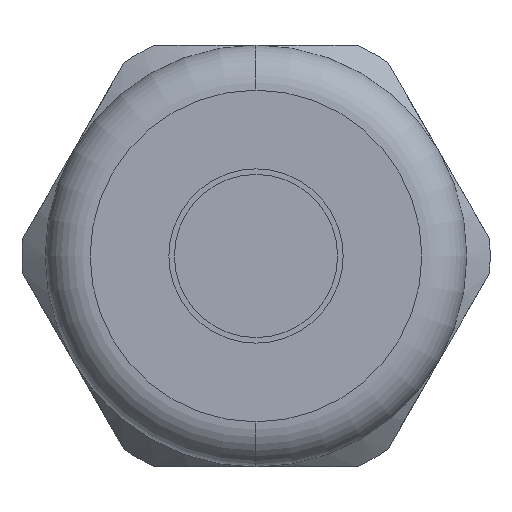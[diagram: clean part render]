
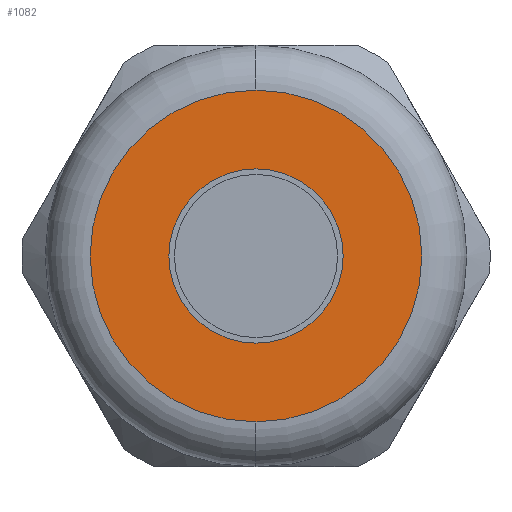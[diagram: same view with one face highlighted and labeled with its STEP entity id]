
A CAD part, left-side view. The second image highlights one B-rep face of the part: STEP entity #1082.
In plain terms, the highlighted planar face has unit normal (-1, 0, 0).
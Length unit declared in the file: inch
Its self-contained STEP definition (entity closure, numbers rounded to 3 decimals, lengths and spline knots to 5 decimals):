
#503 = EDGE_CURVE ( 'NONE', #504, #505, #2353, .T. ) ;
#504 = VERTEX_POINT ( 'NONE', #2349 ) ;
#505 = VERTEX_POINT ( 'NONE', #2348 ) ;
#551 = VERTEX_POINT ( 'NONE', #2445 ) ;
#553 = EDGE_CURVE ( 'NONE', #554, #551, #2444, .T. ) ;
#554 = VERTEX_POINT ( 'NONE', #2439 ) ;
#1079 = EDGE_CURVE ( 'NONE', #505, #504, #3366, .T. ) ;
#1082 = ADVANCED_FACE ( 'NONE', ( #3361, #3360 ), #3359, .T. ) ;
#1083 = EDGE_LOOP ( 'NONE', ( #1138, #1139 ) ) ;
#1138 = ORIENTED_EDGE ( 'NONE', *, *, #553, .T. ) ;
#1139 = ORIENTED_EDGE ( 'NONE', *, *, #1140, .T. ) ;
#1140 = EDGE_CURVE ( 'NONE', #551, #554, #3501, .T. ) ;
#1141 = EDGE_LOOP ( 'NONE', ( #1142, #1143 ) ) ;
#1142 = ORIENTED_EDGE ( 'NONE', *, *, #1079, .T. ) ;
#1143 = ORIENTED_EDGE ( 'NONE', *, *, #503, .T. ) ;
#2348 = CARTESIAN_POINT ( 'NONE',  ( -1.14, 0., -0.155 ) ) ;
#2349 = CARTESIAN_POINT ( 'NONE',  ( -1.14, 0., 0.155 ) ) ;
#2350 = DIRECTION ( 'NONE',  ( 0., 0., -1. ) ) ;
#2351 = DIRECTION ( 'NONE',  ( 1., 0., 0. ) ) ;
#2352 = AXIS2_PLACEMENT_3D ( 'NONE', #2358, #2351, #2350 ) ;
#2353 = CIRCLE ( 'NONE', #2352, 0.155 ) ;
#2358 = CARTESIAN_POINT ( 'NONE',  ( -1.14, 0., 0. ) ) ;
#2439 = CARTESIAN_POINT ( 'NONE',  ( -1.14, 0., 0.295 ) ) ;
#2440 = DIRECTION ( 'NONE',  ( 0., 0., 1. ) ) ;
#2441 = DIRECTION ( 'NONE',  ( -1., 0., 0. ) ) ;
#2442 = CARTESIAN_POINT ( 'NONE',  ( -1.14, 0., 0. ) ) ;
#2443 = AXIS2_PLACEMENT_3D ( 'NONE', #2442, #2441, #2440 ) ;
#2444 = CIRCLE ( 'NONE', #2443, 0.295 ) ;
#2445 = CARTESIAN_POINT ( 'NONE',  ( -1.14, 0., -0.295 ) ) ;
#3355 = DIRECTION ( 'NONE',  ( 0., 0., 1. ) ) ;
#3356 = DIRECTION ( 'NONE',  ( -1., 0., 0. ) ) ;
#3357 = CARTESIAN_POINT ( 'NONE',  ( -1.14, 0.375, 0. ) ) ;
#3358 = AXIS2_PLACEMENT_3D ( 'NONE', #3357, #3356, #3355 ) ;
#3359 = PLANE ( 'NONE',  #3358 ) ;
#3360 = FACE_BOUND ( 'NONE', #1141, .T. ) ;
#3361 = FACE_OUTER_BOUND ( 'NONE', #1083, .T. ) ;
#3362 = DIRECTION ( 'NONE',  ( 0., 0., -1. ) ) ;
#3363 = DIRECTION ( 'NONE',  ( 1., 0., 0. ) ) ;
#3364 = CARTESIAN_POINT ( 'NONE',  ( -1.14, 0., 0. ) ) ;
#3365 = AXIS2_PLACEMENT_3D ( 'NONE', #3364, #3363, #3362 ) ;
#3366 = CIRCLE ( 'NONE', #3365, 0.155 ) ;
#3497 = DIRECTION ( 'NONE',  ( 0., 0., 1. ) ) ;
#3498 = DIRECTION ( 'NONE',  ( -1., 0., 0. ) ) ;
#3499 = CARTESIAN_POINT ( 'NONE',  ( -1.14, 0., 0. ) ) ;
#3500 = AXIS2_PLACEMENT_3D ( 'NONE', #3499, #3498, #3497 ) ;
#3501 = CIRCLE ( 'NONE', #3500, 0.295 ) ;
